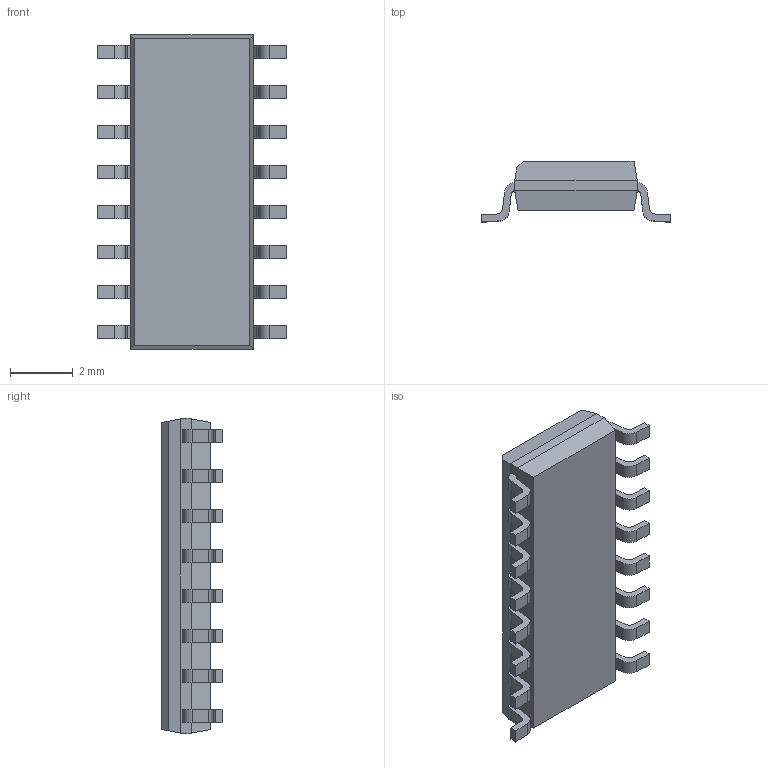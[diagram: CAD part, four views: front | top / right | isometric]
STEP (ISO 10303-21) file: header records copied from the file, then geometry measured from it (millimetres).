
FILE_DESCRIPTION (( 'STEP AP214' ), '1' );
FILE_NAME ('SOIC16-150-50.STEP', '2019-08-19T06:54:49', ( 'thomas' ), ( '' ), 'SwSTEP 2.0', 'SolidWorks 2017', '' );
FILE_SCHEMA (( 'AUTOMOTIVE_DESIGN' ));
Length unit declared in the file: millimetre
Products named in the file (1): SOIC16-150-50
Bounding box: 6 x 1.91 x 9.98 mm (x, y, z)
Volume: 61 mm3; surface area: 151.3 mm2
Topology: 1 solids, 1 shells, 194 faces, 517 edges, 342 vertices
Faces by surface type: plane 128, cylinder 64, cone 2
Entity records: 7999 total; most frequent: CARTESIAN_POINT 1054, DIRECTION 1039, ORIENTED_EDGE 1034, EDGE_CURVE 517, VECTOR 385, LINE 385, VERTEX_POINT 342, AXIS2_PLACEMENT_3D 327
